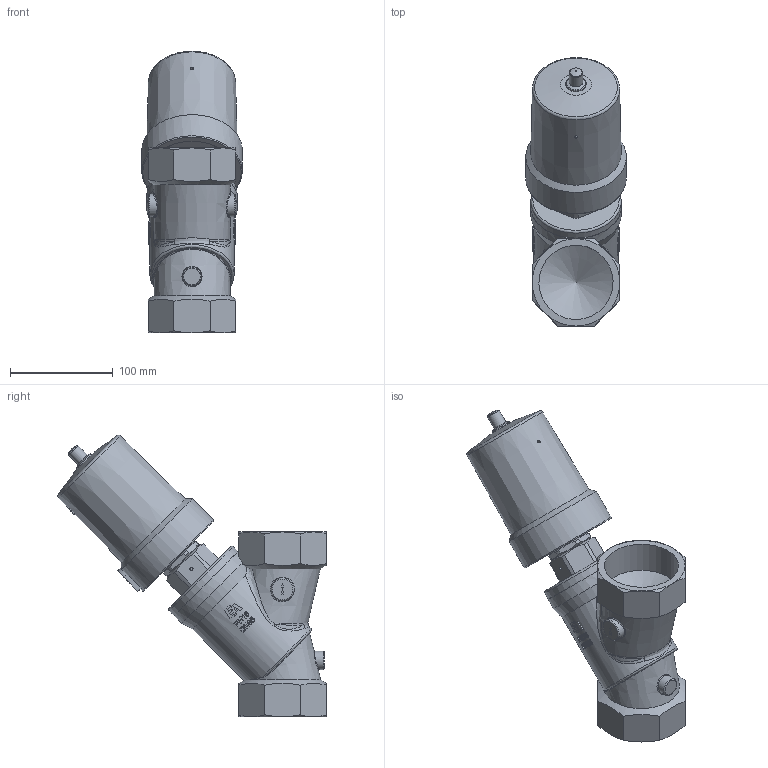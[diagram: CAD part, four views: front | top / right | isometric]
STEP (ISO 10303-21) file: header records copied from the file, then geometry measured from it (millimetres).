
FILE_DESCRIPTION(/* description */ ('DG2D1212065'),/* implementation_level */ '2;1');
FILE_NAME(/* name */ 'DG2D1222065_OS.stp',/* time_stamp */ '2022-01-27T08:36:25+01:00',/* author */ ('hois'),/* organization */ (''),/* preprocessor_version */ 'ST-DEVELOPER v18.1',/* originating_system */ 'Autodesk Inventor 2020',/* authorisation */ '');
FILE_SCHEMA (('AUTOMOTIVE_DESIGN { 1 0 10303 214 3 1 1 }'));
Length unit declared in the file: millimetre
Products named in the file (8): DG2D1212065; GGS0065.29.001-GM; ETG0065.15.0091; ETM3415.08.0022; DIN0472-88x3; SZY0800.24.0012; DER0850.06.0099; VST1415.08.0013
Assembly tree (7 placements, depth 2):
  DG2D1212065
    GGS0065.29.001-GM
    ETG0065.15.0091
    ETM3415.08.0022
    DIN0472-88x3
    SZY0800.24.0012
    DER0850.06.0099
    VST1415.08.0013
Bounding box: 98 x 261.18 x 274.16 mm (x, y, z)
Volume: 1187169.4 mm3; surface area: 236472 mm2
Topology: 7 solids, 7 shells, 600 faces, 1626 edges, 1102 vertices
Faces by surface type: plane 288, bspline 134, cylinder 110, cone 44, torus 19, sphere 5
Full cylindrical faces by diameter (mm): 1.5 x1, 3 x2, 3.5 x2, 8.376 x1, 8.7 x1, 12 x2, 13 x1, 14 x2, 15 x1, 16 x1, 18 x2, 20 x1, 22 x2, 24.5 x2, 26 x2, 28 x1, 29 x2, 30 x1, 31.376 x1, 32.5 x1, 34 x1, 36 x1, 64 x1, 72 x1, 72.226 x3, 75.18 x1, 75.3 x1, 76.5 x1, 77 x2, 82 x3
Entity records: 23454 total; most frequent: CARTESIAN_POINT 8436, ORIENTED_EDGE 3250, DIRECTION 2873, EDGE_CURVE 1625, AXIS2_PLACEMENT_3D 1134, VERTEX_POINT 1103, EDGE_LOOP 682, LINE 605
